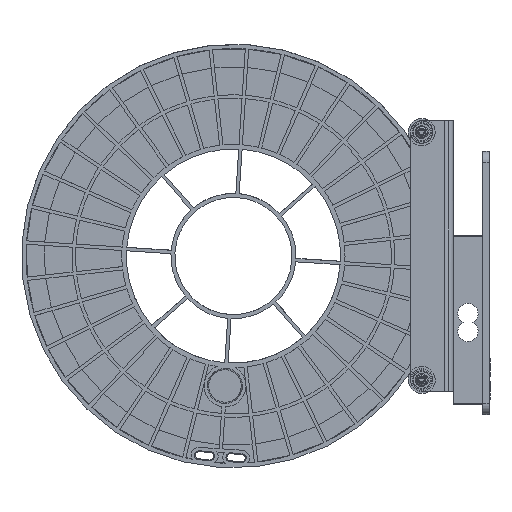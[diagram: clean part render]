
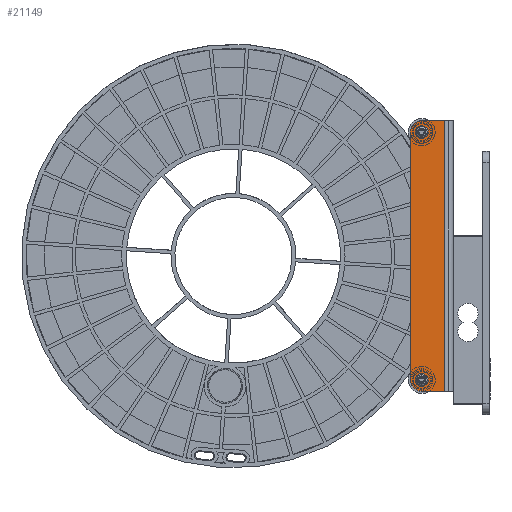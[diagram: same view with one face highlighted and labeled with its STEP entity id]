
A CAD part, left-side view. The second image highlights one B-rep face of the part: STEP entity #21149.
In plain terms, the highlighted planar face has unit normal (-1, 0, -0.001).
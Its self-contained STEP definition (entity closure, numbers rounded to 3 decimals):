
#1742=FACE_BOUND('',#4726,.T.);
#1743=FACE_BOUND('',#4727,.T.);
#2380=PLANE('',#23293);
#3363=FACE_OUTER_BOUND('',#4725,.T.);
#4725=EDGE_LOOP('',(#18845,#18846,#18847,#18848,#18849,#18850));
#4726=EDGE_LOOP('',(#18851));
#4727=EDGE_LOOP('',(#18852));
#6528=LINE('',#34640,#8301);
#6544=LINE('',#34691,#8317);
#6545=LINE('',#34695,#8318);
#6546=LINE('',#34698,#8319);
#8301=VECTOR('',#28553,10.);
#8317=VECTOR('',#28605,10.);
#8318=VECTOR('',#28608,10.);
#8319=VECTOR('',#28611,10.);
#9447=CIRCLE('',#23294,5.);
#9448=CIRCLE('',#23295,5.);
#9449=CIRCLE('',#23296,1.3);
#9450=CIRCLE('',#23297,1.3);
#11189=VERTEX_POINT('',#34634);
#11191=VERTEX_POINT('',#34638);
#11208=VERTEX_POINT('',#34690);
#11209=VERTEX_POINT('',#34692);
#11210=VERTEX_POINT('',#34694);
#11211=VERTEX_POINT('',#34696);
#11212=VERTEX_POINT('',#34699);
#11213=VERTEX_POINT('',#34701);
#13820=EDGE_CURVE('',#11191,#11189,#6528,.T.);
#13845=EDGE_CURVE('',#11191,#11208,#6544,.T.);
#13846=EDGE_CURVE('',#11209,#11208,#9447,.T.);
#13847=EDGE_CURVE('',#11210,#11209,#6545,.T.);
#13848=EDGE_CURVE('',#11211,#11210,#9448,.T.);
#13849=EDGE_CURVE('',#11189,#11211,#6546,.T.);
#13850=EDGE_CURVE('',#11212,#11212,#9449,.T.);
#13851=EDGE_CURVE('',#11213,#11213,#9450,.T.);
#18845=ORIENTED_EDGE('',*,*,#13820,.F.);
#18846=ORIENTED_EDGE('',*,*,#13845,.T.);
#18847=ORIENTED_EDGE('',*,*,#13846,.F.);
#18848=ORIENTED_EDGE('',*,*,#13847,.F.);
#18849=ORIENTED_EDGE('',*,*,#13848,.F.);
#18850=ORIENTED_EDGE('',*,*,#13849,.F.);
#18851=ORIENTED_EDGE('',*,*,#13850,.T.);
#18852=ORIENTED_EDGE('',*,*,#13851,.T.);
#21149=ADVANCED_FACE('',(#3363,#1742,#1743),#2380,.T.);
#23293=AXIS2_PLACEMENT_3D('',#34689,#28603,#28604);
#23294=AXIS2_PLACEMENT_3D('',#34693,#28606,#28607);
#23295=AXIS2_PLACEMENT_3D('',#34697,#28609,#28610);
#23296=AXIS2_PLACEMENT_3D('',#34700,#28612,#28613);
#23297=AXIS2_PLACEMENT_3D('',#34702,#28614,#28615);
#28553=DIRECTION('',(0.,0.,-1.));
#28603=DIRECTION('center_axis',(-1.,0.,0.));
#28604=DIRECTION('ref_axis',(0.,0.,
1.));
#28605=DIRECTION('',(0.,1.,0.));
#28606=DIRECTION('center_axis',(1.,0.,0.));
#28607=DIRECTION('ref_axis',(0.,0.707,0.707));
#28608=DIRECTION('',(0.,0.,1.));
#28609=DIRECTION('center_axis',(1.,0.,0.));
#28610=DIRECTION('ref_axis',(0.,0.707,0.707));
#28611=DIRECTION('',(0.,1.,0.));
#28612=DIRECTION('center_axis',(1.,0.,0.));
#28613=DIRECTION('ref_axis',(0.,0.,-1.));
#28614=DIRECTION('center_axis',(1.,0.,0.));
#28615=DIRECTION('ref_axis',(0.,0.,-1.));
#34634=CARTESIAN_POINT('',(-60.868,-317.471,431.802));
#34638=CARTESIAN_POINT('',(-60.868,-317.471,551.802));
#34640=CARTESIAN_POINT('',(-60.868,-317.471,461.802));
#34689=CARTESIAN_POINT('Origin',(-60.868,-320.771,431.802));
#34690=CARTESIAN_POINT('',(-60.868,-307.271,551.802));
#34691=CARTESIAN_POINT('',(-60.868,-322.771,551.802));
#34692=CARTESIAN_POINT('',(-60.868,-302.271,546.802));
#34693=CARTESIAN_POINT('Origin',(-60.868,-307.271,546.802));
#34694=CARTESIAN_POINT('',(-60.868,-302.271,436.802));
#34695=CARTESIAN_POINT('',(-60.868,-302.271,461.802));
#34696=CARTESIAN_POINT('',(-60.868,-307.271,431.802));
#34697=CARTESIAN_POINT('Origin',(-60.868,-307.271,436.802));
#34698=CARTESIAN_POINT('',(-60.868,-322.771,431.802));
#34699=CARTESIAN_POINT('',(-60.868,-307.271,548.102));
#34700=CARTESIAN_POINT('Origin',(-60.868,-307.271,546.802));
#34701=CARTESIAN_POINT('',(-60.868,-307.271,438.102));
#34702=CARTESIAN_POINT('Origin',(-60.868,-307.271,436.802));
